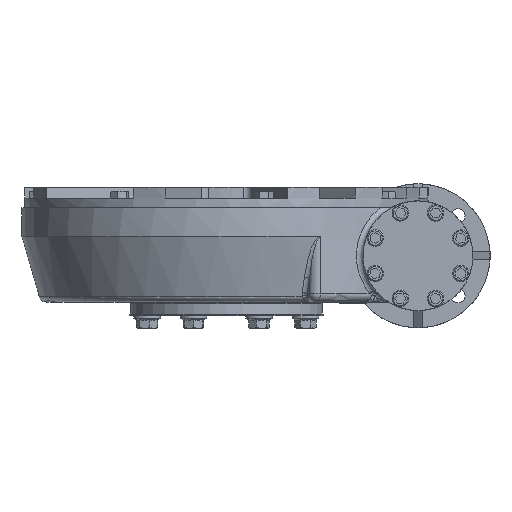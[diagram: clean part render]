
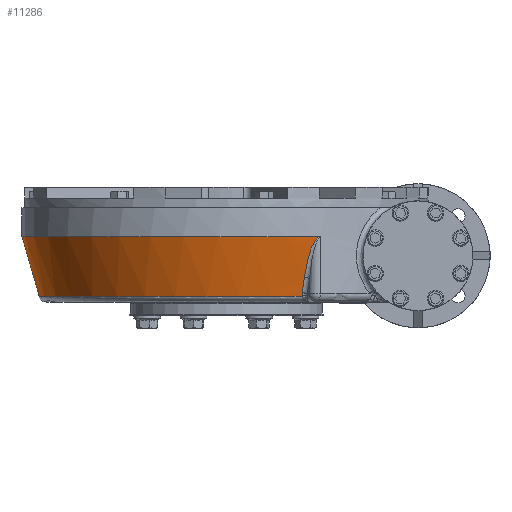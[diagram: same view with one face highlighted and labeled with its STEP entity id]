
A CAD part, left-side view. The second image highlights one B-rep face of the part: STEP entity #11286.
In plain terms, the highlighted conical face has half-angle 15.397 degrees and reference radius 298 mm.
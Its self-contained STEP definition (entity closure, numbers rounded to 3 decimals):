
#363=B_SPLINE_CURVE_WITH_KNOTS('',3,(#28642,#28643,#28644,#28645),
 .UNSPECIFIED.,.F.,.F.,(4,4),(0.,1.),.UNSPECIFIED.);
#364=B_SPLINE_CURVE_WITH_KNOTS('',3,(#28648,#28649,#28650,#28651,#28652,
#28653,#28654,#28655,#28656,#28657,#28658,#28659,#28660),.UNSPECIFIED.,
 .F.,.F.,(4,1,1,1,1,1,1,1,1,1,4),(0.,0.016,0.024,
0.032,0.041,0.045,0.049,
0.053,0.057,0.061,0.065),
 .UNSPECIFIED.);
#365=B_SPLINE_CURVE_WITH_KNOTS('',3,(#28664,#28665,#28666,#28667,#28668,
#28669,#28670,#28671,#28672,#28673,#28674,#28675),.UNSPECIFIED.,.F.,.F.,
(4,1,1,1,1,1,1,1,1,4),(0.,0.004,0.008,0.012,
0.016,0.025,0.033,0.041,
0.049,0.066),.UNSPECIFIED.);
#366=B_SPLINE_CURVE_WITH_KNOTS('',3,(#28677,#28678,#28679,#28680),
 .UNSPECIFIED.,.F.,.F.,(4,4),(0.,1.),.UNSPECIFIED.);
#367=B_SPLINE_CURVE_WITH_KNOTS('',3,(#28682,#28683,#28684,#28685),
 .UNSPECIFIED.,.F.,.F.,(4,4),(0.,0.005),.UNSPECIFIED.);
#368=B_SPLINE_CURVE_WITH_KNOTS('',3,(#28689,#28690,#28691,#28692),
 .UNSPECIFIED.,.F.,.F.,(4,4),(0.,0.005),.UNSPECIFIED.);
#724=CONICAL_SURFACE('',#13718,298.,0.269);
#1182=CIRCLE('',#13719,298.);
#1183=CIRCLE('',#13720,274.127);
#3885=ORIENTED_EDGE('',*,*,#5764,.T.);
#3886=ORIENTED_EDGE('',*,*,#5765,.T.);
#3887=ORIENTED_EDGE('',*,*,#5766,.T.);
#3888=ORIENTED_EDGE('',*,*,#5767,.T.);
#3889=ORIENTED_EDGE('',*,*,#5768,.T.);
#3890=ORIENTED_EDGE('',*,*,#5769,.T.);
#3891=ORIENTED_EDGE('',*,*,#5770,.T.);
#3892=ORIENTED_EDGE('',*,*,#5771,.T.);
#5764=EDGE_CURVE('',#6981,#6982,#363,.T.);
#5765=EDGE_CURVE('',#6982,#6983,#364,.T.);
#5766=EDGE_CURVE('',#6983,#6984,#1182,.T.);
#5767=EDGE_CURVE('',#6984,#6985,#365,.T.);
#5768=EDGE_CURVE('',#6985,#6986,#366,.T.);
#5769=EDGE_CURVE('',#6986,#6987,#367,.T.);
#5770=EDGE_CURVE('',#6987,#6988,#1183,.F.);
#5771=EDGE_CURVE('',#6988,#6981,#368,.T.);
#6981=VERTEX_POINT('',#28646);
#6982=VERTEX_POINT('',#28647);
#6983=VERTEX_POINT('',#28661);
#6984=VERTEX_POINT('',#28663);
#6985=VERTEX_POINT('',#28676);
#6986=VERTEX_POINT('',#28681);
#6987=VERTEX_POINT('',#28686);
#6988=VERTEX_POINT('',#28688);
#9350=EDGE_LOOP('',(#3885,#3886,#3887,#3888,#3889,#3890,#3891,#3892));
#10240=FACE_BOUND('',#9350,.T.);
#11286=ADVANCED_FACE('',(#10240),#724,.T.);
#13718=AXIS2_PLACEMENT_3D('',#28641,#16645,#16646);
#13719=AXIS2_PLACEMENT_3D('',#28662,#16647,#16648);
#13720=AXIS2_PLACEMENT_3D('',#28687,#16649,#16650);
#16645=DIRECTION('',(0.,0.,1.));
#16646=DIRECTION('',(-1.,0.,0.));
#16647=DIRECTION('',(0.,0.,-1.));
#16648=DIRECTION('',(1.,0.,0.));
#16649=DIRECTION('',(0.,0.,-1.));
#16650=DIRECTION('',(1.,0.,0.));
#28641=CARTESIAN_POINT('',(102.24,98.375,105.));
#28642=CARTESIAN_POINT('',(-150.029,-12.213,23.093));
#28643=CARTESIAN_POINT('',(-151.818,-13.24,30.541));
#28644=CARTESIAN_POINT('',(-153.606,-14.268,37.989));
#28645=CARTESIAN_POINT('',(-155.395,-15.295,45.436));
#28646=CARTESIAN_POINT('',(-150.029,-12.213,23.093));
#28647=CARTESIAN_POINT('',(-155.395,-15.295,45.436));
#28648=CARTESIAN_POINT('',(-155.395,-15.295,45.436));
#28649=CARTESIAN_POINT('',(-156.652,-16.018,50.674));
#28650=CARTESIAN_POINT('',(-158.43,-17.33,58.502));
#28651=CARTESIAN_POINT('',(-160.541,-19.613,68.881));
#28652=CARTESIAN_POINT('',(-161.969,-21.635,76.627));
#28653=CARTESIAN_POINT('',(-162.997,-23.643,83.054));
#28654=CARTESIAN_POINT('',(-163.675,-25.496,88.116));
#28655=CARTESIAN_POINT('',(-164.094,-27.043,91.876));
#28656=CARTESIAN_POINT('',(-164.392,-28.778,95.552));
#28657=CARTESIAN_POINT('',(-164.525,-30.747,99.078));
#28658=CARTESIAN_POINT('',(-164.394,-33.124,102.437));
#28659=CARTESIAN_POINT('',(-164.,-35.081,104.324));
#28660=CARTESIAN_POINT('',(-163.621,-36.242,105.));
#28661=CARTESIAN_POINT('',(-163.621,-36.242,105.));
#28662=CARTESIAN_POINT('',(102.24,98.375,105.));
#28663=CARTESIAN_POINT('',(368.101,-36.242,105.));
#28664=CARTESIAN_POINT('',(368.101,-36.242,105.));
#28665=CARTESIAN_POINT('',(368.481,-35.081,104.323));
#28666=CARTESIAN_POINT('',(368.876,-33.113,102.425));
#28667=CARTESIAN_POINT('',(369.005,-30.738,99.064));
#28668=CARTESIAN_POINT('',(368.87,-28.754,95.506));
#28669=CARTESIAN_POINT('',(368.464,-26.425,90.556));
#28670=CARTESIAN_POINT('',(367.673,-24.029,84.283));
#28671=CARTESIAN_POINT('',(366.45,-21.639,76.637));
#28672=CARTESIAN_POINT('',(365.027,-19.621,68.914));
#28673=CARTESIAN_POINT('',(362.913,-17.332,58.514));
#28674=CARTESIAN_POINT('',(361.132,-16.018,50.671));
#28675=CARTESIAN_POINT('',(359.875,-15.295,45.436));
#28676=CARTESIAN_POINT('',(359.875,-15.295,45.436));
#28677=CARTESIAN_POINT('',(359.875,-15.295,45.436));
#28678=CARTESIAN_POINT('',(358.086,-14.268,37.989));
#28679=CARTESIAN_POINT('',(356.298,-13.24,30.541));
#28680=CARTESIAN_POINT('',(354.509,-12.213,23.093));
#28681=CARTESIAN_POINT('',(354.509,-12.213,23.093));
#28682=CARTESIAN_POINT('',(354.509,-12.213,23.093));
#28683=CARTESIAN_POINT('',(354.121,-11.99,21.48));
#28684=CARTESIAN_POINT('',(353.654,-11.963,19.886));
#28685=CARTESIAN_POINT('',(353.105,-12.136,18.314));
#28686=CARTESIAN_POINT('',(353.105,-12.136,18.314));
#28687=CARTESIAN_POINT('',(102.24,98.375,18.314));
#28688=CARTESIAN_POINT('',(-148.625,-12.136,18.314));
#28689=CARTESIAN_POINT('',(-148.625,-12.136,18.314));
#28690=CARTESIAN_POINT('',(-149.174,-11.963,19.886));
#28691=CARTESIAN_POINT('',(-149.641,-11.99,21.48));
#28692=CARTESIAN_POINT('',(-150.029,-12.213,23.093));
